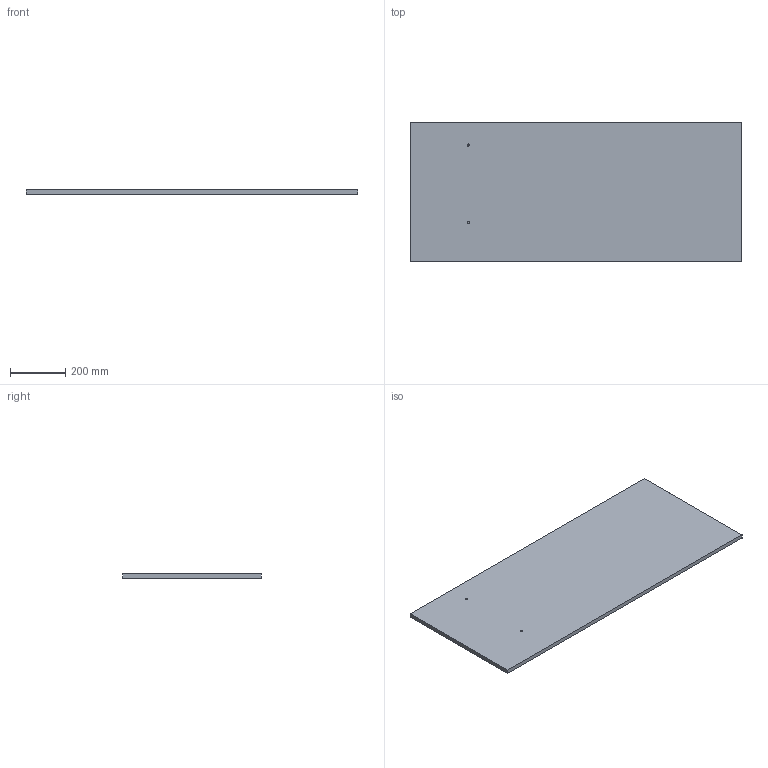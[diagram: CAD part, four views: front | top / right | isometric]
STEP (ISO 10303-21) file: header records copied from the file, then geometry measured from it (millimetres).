
FILE_DESCRIPTION(('STEP AP214'),'1');
FILE_NAME('Documento2.step','2025-12-10T13:54:28',(' '),(' '),'Spatial InterOp 3D',' ',' ');
FILE_SCHEMA(('AUTOMOTIVE_DESIGN { 1 0 10303 214 1 1 1 1 }'));
Length unit declared in the file: millimetre
Products named in the file (1): BASE
Bounding box: 1200 x 500 x 15 mm (x, y, z)
Volume: 8999497.3 mm3; surface area: 1317250.7 mm2
Topology: 4 solids, 4 shells, 28 faces, 54 edges, 36 vertices
Faces by surface type: plane 26, cylinder 2
Full cylindrical faces by diameter (mm): 8 x2
Entity records: 944 total; most frequent: CARTESIAN_POINT 120, DIRECTION 120, ORIENTED_EDGE 104, EDGE_CURVE 52, LINE 48, VECTOR 48, AXIS2_PLACEMENT_3D 36, VERTEX_POINT 36
